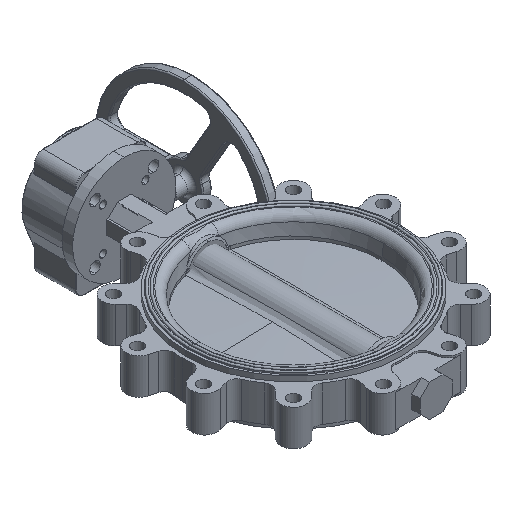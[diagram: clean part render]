
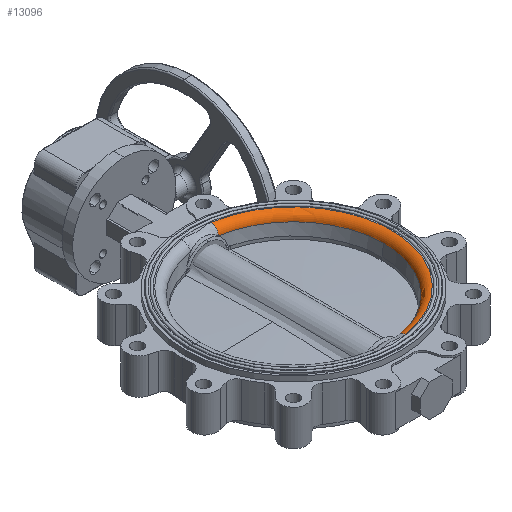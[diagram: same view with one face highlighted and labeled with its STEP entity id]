
A CAD part, isometric view. The second image highlights one B-rep face of the part: STEP entity #13096.
In plain terms, the highlighted toroidal (fillet/blend) face has major radius 166.484 mm and minor radius 14 mm.
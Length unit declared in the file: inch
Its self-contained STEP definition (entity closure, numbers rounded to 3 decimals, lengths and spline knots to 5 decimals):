
#439 = AXIS2_PLACEMENT_3D ( 'NONE', #4477, #14362, #6176 ) ;
#721 = EDGE_CURVE ( 'NONE', #24734, #16302, #25403, .T. ) ;
#883 = EDGE_CURVE ( 'NONE', #16302, #3263, #12716, .T. ) ;
#1219 = AXIS2_PLACEMENT_3D ( 'NONE', #8855, #8477, #8722 ) ;
#2434 = DIRECTION ( 'NONE',  ( 0., 0., -1. ) ) ;
#2615 = CARTESIAN_POINT ( 'NONE',  ( 7.24563, 15.2956, 10.95667 ) ) ;
#3263 = VERTEX_POINT ( 'NONE', #10932 ) ;
#4218 = DIRECTION ( 'NONE',  ( -0.988, 0.155, 0. ) ) ;
#4477 = CARTESIAN_POINT ( 'NONE',  ( 6.23004, 8.82025, 10.40549 ) ) ;
#4602 = CARTESIAN_POINT ( 'NONE',  ( 6.23004, 8.82025, 10.95667 ) ) ;
#6176 = DIRECTION ( 'NONE',  ( -1., 0., 0. ) ) ;
#8477 = DIRECTION ( 'NONE',  ( 0., 0., 1. ) ) ;
#8531 = DIRECTION ( 'NONE',  ( 0.988, 0.155, 0. ) ) ;
#8722 = DIRECTION ( 'NONE',  ( -1., 0., 0. ) ) ;
#8855 = CARTESIAN_POINT ( 'NONE',  ( 6.23004, 8.82025, 10.48252 ) ) ;
#8927 = AXIS2_PLACEMENT_3D ( 'NONE', #24078, #8531, #24323 ) ;
#9576 = ORIENTED_EDGE ( 'NONE', *, *, #21100, .T. ) ;
#9966 = ORIENTED_EDGE ( 'NONE', *, *, #883, .F. ) ;
#10480 = EDGE_CURVE ( 'NONE', #23072, #23182, #17048, .T. ) ;
#10932 = CARTESIAN_POINT ( 'NONE',  ( 7.16107, 14.75642, 10.48252 ) ) ;
#11078 = DIRECTION ( 'NONE',  ( -1., 0., 0. ) ) ;
#12716 = CIRCLE ( 'NONE', #1219, 6.00874 ) ;
#13096 = ADVANCED_FACE ( 'NONE', ( #23904 ), #16422, .T. ) ;
#14362 = DIRECTION ( 'NONE',  ( 0., 0., -1. ) ) ;
#14654 = CIRCLE ( 'NONE', #19568, 0.55118 ) ;
#16302 = VERTEX_POINT ( 'NONE', #19312 ) ;
#16422 = TOROIDAL_SURFACE ( 'NONE', #439, 6.55451, 0.55118 ) ;
#17048 = CIRCLE ( 'NONE', #20365, 6.55451 ) ;
#17125 = EDGE_CURVE ( 'NONE', #3263, #23072, #14654, .T. ) ;
#17434 = CARTESIAN_POINT ( 'NONE',  ( 7.16107, 2.88409, 10.48252 ) ) ;
#17571 = AXIS2_PLACEMENT_3D ( 'NONE', #18761, #18634, #11078 ) ;
#18634 = DIRECTION ( 'NONE',  ( 0., 0., 1. ) ) ;
#18761 = CARTESIAN_POINT ( 'NONE',  ( 6.23004, 8.82025, 10.48252 ) ) ;
#19312 = CARTESIAN_POINT ( 'NONE',  ( 12.23878, 8.82025, 10.48252 ) ) ;
#19460 = EDGE_LOOP ( 'NONE', ( #9576, #19990, #23605, #9966, #25068 ) ) ;
#19568 = AXIS2_PLACEMENT_3D ( 'NONE', #22347, #4218, #19904 ) ;
#19904 = DIRECTION ( 'NONE',  ( -0.155, -0.988, 0. ) ) ;
#19990 = ORIENTED_EDGE ( 'NONE', *, *, #10480, .F. ) ;
#20365 = AXIS2_PLACEMENT_3D ( 'NONE', #4602, #2434, #22338 ) ;
#21100 = EDGE_CURVE ( 'NONE', #24734, #23182, #22444, .T. ) ;
#21457 = CARTESIAN_POINT ( 'NONE',  ( 7.24563, 2.3449, 10.95667 ) ) ;
#22338 = DIRECTION ( 'NONE',  ( -1., 0., 0. ) ) ;
#22347 = CARTESIAN_POINT ( 'NONE',  ( 7.24563, 15.2956, 10.40549 ) ) ;
#22444 = CIRCLE ( 'NONE', #8927, 0.55118 ) ;
#23072 = VERTEX_POINT ( 'NONE', #2615 ) ;
#23182 = VERTEX_POINT ( 'NONE', #21457 ) ;
#23605 = ORIENTED_EDGE ( 'NONE', *, *, #17125, .F. ) ;
#23904 = FACE_OUTER_BOUND ( 'NONE', #19460, .T. ) ;
#24078 = CARTESIAN_POINT ( 'NONE',  ( 7.24563, 2.3449, 10.40549 ) ) ;
#24323 = DIRECTION ( 'NONE',  ( 0.155, -0.988, 0. ) ) ;
#24734 = VERTEX_POINT ( 'NONE', #17434 ) ;
#25068 = ORIENTED_EDGE ( 'NONE', *, *, #721, .F. ) ;
#25403 = CIRCLE ( 'NONE', #17571, 6.00874 ) ;
